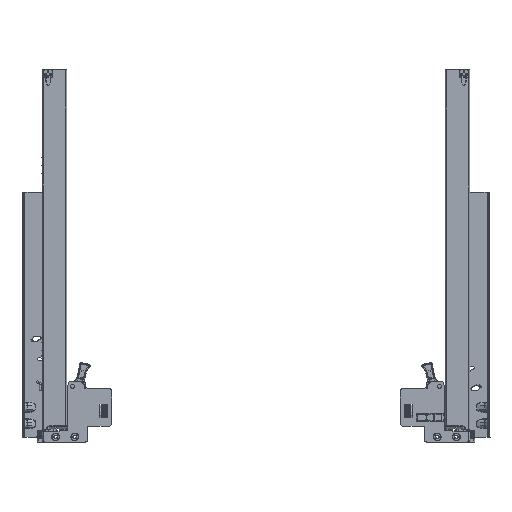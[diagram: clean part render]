
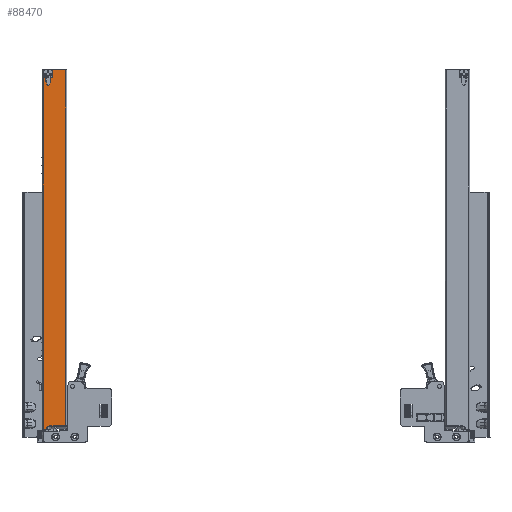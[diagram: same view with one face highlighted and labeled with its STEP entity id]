
A CAD part, top view. The second image highlights one B-rep face of the part: STEP entity #88470.
In plain terms, the highlighted face is planar.
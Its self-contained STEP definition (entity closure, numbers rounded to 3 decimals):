
#1972=B_SPLINE_CURVE_WITH_KNOTS('',3,(#142732,#142733,#142734,#142735,#142736,
#142737,#142738,#142739,#142740,#142741,#142742,#142743,#142744,#142745,
#142746,#142747,#142748,#142749,#142750,#142751,#142752,#142753,#142754,
#142755,#142756),.UNSPECIFIED.,.F.,.F.,(4,3,3,3,3,3,3,3,4),(0.,
0.001,0.002,0.002,0.002,
0.003,0.003,0.003,0.004),
 .UNSPECIFIED.);
#1973=B_SPLINE_CURVE_WITH_KNOTS('',3,(#142758,#142759,#142760,#142761,#142762,
#142763,#142764,#142765,#142766,#142767,#142768,#142769,#142770,#142771,
#142772,#142773,#142774,#142775,#142776),.UNSPECIFIED.,.F.,.F.,(4,3,3,3,
3,3,4),(0.,0.,0.001,0.002,
0.002,0.003,0.004),
 .UNSPECIFIED.);
#2743=PLANE('',#94848);
#5152=LINE('',#142404,#12325);
#5227=LINE('',#142688,#12400);
#5237=LINE('',#142778,#12410);
#5238=LINE('',#142779,#12411);
#5239=LINE('',#142780,#12412);
#12325=VECTOR('',#107385,1000.);
#12400=VECTOR('',#107602,1000.);
#12410=VECTOR('',#107634,1000.);
#12411=VECTOR('',#107635,1000.);
#12412=VECTOR('',#107636,1000.);
#21483=FACE_OUTER_BOUND('',#27016,.T.);
#27016=EDGE_LOOP('',(#63027,#63028,#63029,#63030,#63031,#63032,#63033));
#38883=VERTEX_POINT('',#142396);
#38884=VERTEX_POINT('',#142403);
#39021=VERTEX_POINT('',#142685);
#39022=VERTEX_POINT('',#142687);
#39035=VERTEX_POINT('',#142731);
#39036=VERTEX_POINT('',#142757);
#39037=VERTEX_POINT('',#142777);
#47875=EDGE_CURVE('',#38883,#38884,#5152,.T.);
#48017=EDGE_CURVE('',#39022,#39021,#5227,.T.);
#48036=EDGE_CURVE('',#38883,#39035,#1972,.T.);
#48037=EDGE_CURVE('',#39035,#39036,#1973,.T.);
#48038=EDGE_CURVE('',#39036,#39037,#5237,.T.);
#48039=EDGE_CURVE('',#39037,#39022,#5238,.T.);
#48040=EDGE_CURVE('',#39021,#38884,#5239,.T.);
#63027=ORIENTED_EDGE('',*,*,#47875,.F.);
#63028=ORIENTED_EDGE('',*,*,#48036,.T.);
#63029=ORIENTED_EDGE('',*,*,#48037,.T.);
#63030=ORIENTED_EDGE('',*,*,#48038,.T.);
#63031=ORIENTED_EDGE('',*,*,#48039,.T.);
#63032=ORIENTED_EDGE('',*,*,#48017,.T.);
#63033=ORIENTED_EDGE('',*,*,#48040,.T.);
#88470=ADVANCED_FACE('',(#21483),#2743,.T.);
#94848=AXIS2_PLACEMENT_3D('',#142730,#107632,#107633);
#107385=DIRECTION('',(-1.,0.,0.));
#107602=DIRECTION('',(-1.,0.,0.));
#107632=DIRECTION('center_axis',(0.,1.,0.));
#107633=DIRECTION('ref_axis',(0.,0.,1.));
#107634=DIRECTION('',(1.,0.,0.));
#107635=DIRECTION('',(0.,0.,-1.));
#107636=DIRECTION('',(0.,0.,1.));
#142396=CARTESIAN_POINT('',(-9.918,10.,0.));
#142403=CARTESIAN_POINT('',(-13.4,10.,0.));
#142404=CARTESIAN_POINT('',(-14.7,10.,0.));
#142685=CARTESIAN_POINT('',(-13.4,10.,-433.));
#142687=CARTESIAN_POINT('',(13.4,10.,-433.));
#142688=CARTESIAN_POINT('',(14.7,10.,-433.));
#142730=CARTESIAN_POINT('Origin',(-14.7,10.,-433.));
#142731=CARTESIAN_POINT('',(-8.8,10.,-3.67));
#142732=CARTESIAN_POINT('Ctrl Pts',(-9.918,10.,
0.));
#142733=CARTESIAN_POINT('Ctrl Pts',(-9.8,10.,
-0.473));
#142734=CARTESIAN_POINT('Ctrl Pts',(-9.671,10.,
-0.944));
#142735=CARTESIAN_POINT('Ctrl Pts',(-9.532,10.,-1.412));
#142736=CARTESIAN_POINT('Ctrl Pts',(-9.49,10.,-1.553));
#142737=CARTESIAN_POINT('Ctrl Pts',(-9.448,10.,-1.695));
#142738=CARTESIAN_POINT('Ctrl Pts',(-9.404,10.,
-1.836));
#142739=CARTESIAN_POINT('Ctrl Pts',(-9.403,10.,
-1.84));
#142740=CARTESIAN_POINT('Ctrl Pts',(-9.401,10.,
-1.844));
#142741=CARTESIAN_POINT('Ctrl Pts',(-9.4,10.,
-1.848));
#142742=CARTESIAN_POINT('Ctrl Pts',(-9.356,10.,-1.989));
#142743=CARTESIAN_POINT('Ctrl Pts',(-9.312,10.,
-2.13));
#142744=CARTESIAN_POINT('Ctrl Pts',(-9.266,10.,
-2.271));
#142745=CARTESIAN_POINT('Ctrl Pts',(-9.223,10.,-2.405));
#142746=CARTESIAN_POINT('Ctrl Pts',(-9.179,10.,
-2.539));
#142747=CARTESIAN_POINT('Ctrl Pts',(-9.135,10.,
-2.672));
#142748=CARTESIAN_POINT('Ctrl Pts',(-9.126,10.,
-2.7));
#142749=CARTESIAN_POINT('Ctrl Pts',(-9.117,10.,
-2.728));
#142750=CARTESIAN_POINT('Ctrl Pts',(-9.108,10.,
-2.755));
#142751=CARTESIAN_POINT('Ctrl Pts',(-9.107,10.,-2.757));
#142752=CARTESIAN_POINT('Ctrl Pts',(-9.106,10.,
-2.759));
#142753=CARTESIAN_POINT('Ctrl Pts',(-9.106,10.,
-2.761));
#142754=CARTESIAN_POINT('Ctrl Pts',(-9.005,10.,-3.064));
#142755=CARTESIAN_POINT('Ctrl Pts',(-8.902,10.,-3.367));
#142756=CARTESIAN_POINT('Ctrl Pts',(-8.8,10.,-3.67));
#142757=CARTESIAN_POINT('',(-4.332,10.,-4.099));
#142758=CARTESIAN_POINT('Ctrl Pts',(-8.8,10.,-3.67));
#142759=CARTESIAN_POINT('Ctrl Pts',(-8.796,10.,-3.671));
#142760=CARTESIAN_POINT('Ctrl Pts',(-8.791,10.,-3.671));
#142761=CARTESIAN_POINT('Ctrl Pts',(-8.787,10.,
-3.672));
#142762=CARTESIAN_POINT('Ctrl Pts',(-8.416,10.,
-3.708));
#142763=CARTESIAN_POINT('Ctrl Pts',(-8.045,10.,
-3.746));
#142764=CARTESIAN_POINT('Ctrl Pts',(-7.674,10.,
-3.784));
#142765=CARTESIAN_POINT('Ctrl Pts',(-7.304,10.,
-3.821));
#142766=CARTESIAN_POINT('Ctrl Pts',(-6.935,10.,-3.858));
#142767=CARTESIAN_POINT('Ctrl Pts',(-6.565,10.,
-3.895));
#142768=CARTESIAN_POINT('Ctrl Pts',(-6.562,10.,
-3.895));
#142769=CARTESIAN_POINT('Ctrl Pts',(-6.558,10.,
-3.895));
#142770=CARTESIAN_POINT('Ctrl Pts',(-6.554,10.,
-3.896));
#142771=CARTESIAN_POINT('Ctrl Pts',(-6.14,10.,-3.936));
#142772=CARTESIAN_POINT('Ctrl Pts',(-5.727,10.,
-3.976));
#142773=CARTESIAN_POINT('Ctrl Pts',(-5.313,10.,
-4.013));
#142774=CARTESIAN_POINT('Ctrl Pts',(-4.986,10.,-4.043));
#142775=CARTESIAN_POINT('Ctrl Pts',(-4.659,10.,-4.072));
#142776=CARTESIAN_POINT('Ctrl Pts',(-4.332,10.,-4.099));
#142777=CARTESIAN_POINT('',(13.4,10.,-4.099));
#142778=CARTESIAN_POINT('',(-14.7,10.,-4.099));
#142779=CARTESIAN_POINT('',(13.4,10.,-433.));
#142780=CARTESIAN_POINT('',(-13.4,10.,-433.));
